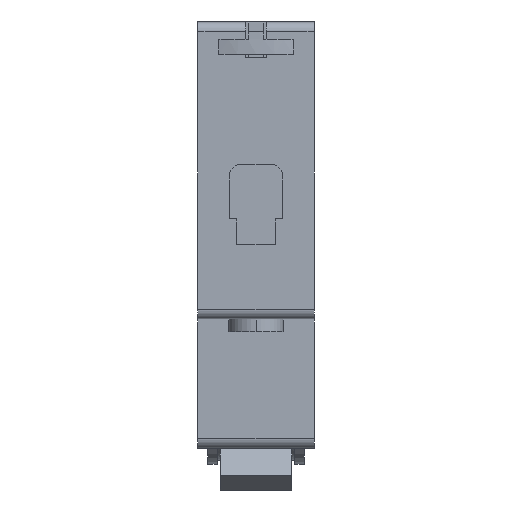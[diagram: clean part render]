
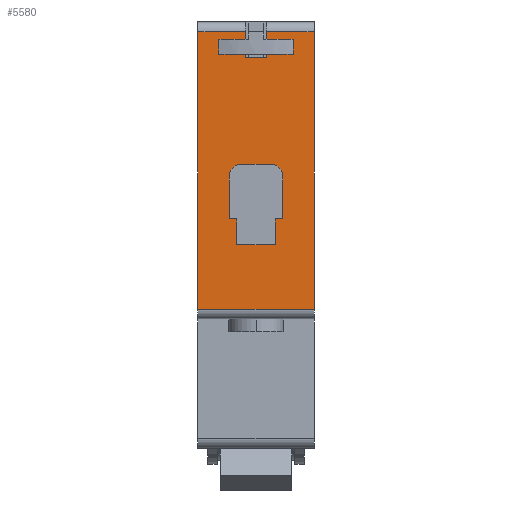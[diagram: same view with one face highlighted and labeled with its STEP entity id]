
A CAD part, front view. The second image highlights one B-rep face of the part: STEP entity #5580.
In plain terms, the highlighted planar face has unit normal (0, -1, 0).
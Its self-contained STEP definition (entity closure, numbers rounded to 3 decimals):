
#55 = VECTOR ( 'NONE', #953, 1000. ) ;
#88 = CARTESIAN_POINT ( 'NONE',  ( -9., -39., -11. ) ) ;
#90 = VERTEX_POINT ( 'NONE', #743 ) ;
#126 = DIRECTION ( 'NONE',  ( 0., 0., -1. ) ) ;
#130 = VECTOR ( 'NONE', #2442, 1000. ) ;
#194 = EDGE_CURVE ( 'NONE', #4658, #1864, #6545, .T. ) ;
#213 = VERTEX_POINT ( 'NONE', #322 ) ;
#276 = VECTOR ( 'NONE', #1007, 1000. ) ;
#315 = VECTOR ( 'NONE', #911, 1000. ) ;
#322 = CARTESIAN_POINT ( 'NONE',  ( 9., -39., -9.5 ) ) ;
#345 = DIRECTION ( 'NONE',  ( -1., 0., 0. ) ) ;
#358 = ORIENTED_EDGE ( 'NONE', *, *, #5429, .T. ) ;
#378 = LINE ( 'NONE', #4413, #6431 ) ;
#486 = ORIENTED_EDGE ( 'NONE', *, *, #4024, .T. ) ;
#500 = VECTOR ( 'NONE', #126, 1000. ) ;
#534 = EDGE_LOOP ( 'NONE', ( #3737, #5128, #4204, #601, #4025, #4712, #7192, #6070 ) ) ;
#576 = EDGE_CURVE ( 'NONE', #1634, #2528, #763, .T. ) ;
#601 = ORIENTED_EDGE ( 'NONE', *, *, #6618, .T. ) ;
#695 = DIRECTION ( 'NONE',  ( 0., 0., -1. ) ) ;
#729 = CARTESIAN_POINT ( 'NONE',  ( 9., -39., -11. ) ) ;
#743 = CARTESIAN_POINT ( 'NONE',  ( 4.175, -39., 4.5 ) ) ;
#751 = EDGE_LOOP ( 'NONE', ( #2153, #3565, #486, #4563, #358, #4948, #1797, #2443, #3350, #6753 ) ) ;
#763 = LINE ( 'NONE', #4962, #5288 ) ;
#911 = DIRECTION ( 'NONE',  ( 0., 0., 1. ) ) ;
#924 = DIRECTION ( 'NONE',  ( 0., 0., -1. ) ) ;
#953 = DIRECTION ( 'NONE',  ( -1., 0., 0. ) ) ;
#968 = AXIS2_PLACEMENT_3D ( 'NONE', #5741, #2212, #6317 ) ;
#1007 = DIRECTION ( 'NONE',  ( 1., 0., 0. ) ) ;
#1044 = CARTESIAN_POINT ( 'NONE',  ( -9., -39., -9.5 ) ) ;
#1132 = EDGE_CURVE ( 'NONE', #3754, #5623, #5912, .T. ) ;
#1176 = DIRECTION ( 'NONE',  ( 0., 1., 0. ) ) ;
#1193 = FACE_BOUND ( 'NONE', #751, .T. ) ;
#1246 = CARTESIAN_POINT ( 'NONE',  ( 9., -39., 33.5 ) ) ;
#1268 = CARTESIAN_POINT ( 'NONE',  ( -2.175, -39., 13. ) ) ;
#1370 = VERTEX_POINT ( 'NONE', #2756 ) ;
#1431 = DIRECTION ( 'NONE',  ( 0., 0., 1. ) ) ;
#1458 = CARTESIAN_POINT ( 'NONE',  ( -1.6, -39., 33.5 ) ) ;
#1469 = CARTESIAN_POINT ( 'NONE',  ( 4.175, -39., 11. ) ) ;
#1498 = DIRECTION ( 'NONE',  ( 0., 0., 1. ) ) ;
#1522 = VECTOR ( 'NONE', #345, 1000. ) ;
#1531 = CARTESIAN_POINT ( 'NONE',  ( 3., -39., 4.5 ) ) ;
#1567 = DIRECTION ( 'NONE',  ( 0., 0., -1. ) ) ;
#1579 = VECTOR ( 'NONE', #5759, 1000. ) ;
#1630 = VERTEX_POINT ( 'NONE', #7195 ) ;
#1634 = VERTEX_POINT ( 'NONE', #6575 ) ;
#1777 = VERTEX_POINT ( 'NONE', #1458 ) ;
#1797 = ORIENTED_EDGE ( 'NONE', *, *, #6164, .T. ) ;
#1864 = VERTEX_POINT ( 'NONE', #6822 ) ;
#1924 = LINE ( 'NONE', #5614, #2124 ) ;
#1973 = EDGE_CURVE ( 'NONE', #1630, #5776, #3258, .T. ) ;
#1988 = CIRCLE ( 'NONE', #968, 2. ) ;
#2124 = VECTOR ( 'NONE', #1498, 1000. ) ;
#2153 = ORIENTED_EDGE ( 'NONE', *, *, #2465, .T. ) ;
#2175 = CARTESIAN_POINT ( 'NONE',  ( -4.175, -39., 11. ) ) ;
#2212 = DIRECTION ( 'NONE',  ( 0., 1., 0. ) ) ;
#2440 = EDGE_CURVE ( 'NONE', #1370, #1777, #6386, .T. ) ;
#2442 = DIRECTION ( 'NONE',  ( 1., 0., 0. ) ) ;
#2443 = ORIENTED_EDGE ( 'NONE', *, *, #3510, .T. ) ;
#2465 = EDGE_CURVE ( 'NONE', #5623, #3483, #4650, .T. ) ;
#2502 = EDGE_CURVE ( 'NONE', #4774, #7116, #6014, .T. ) ;
#2528 = VERTEX_POINT ( 'NONE', #2175 ) ;
#2671 = AXIS2_PLACEMENT_3D ( 'NONE', #4693, #1176, #5287 ) ;
#2756 = CARTESIAN_POINT ( 'NONE',  ( -1.6, -39., 29.5 ) ) ;
#2859 = EDGE_CURVE ( 'NONE', #4658, #213, #3605, .T. ) ;
#2907 = CARTESIAN_POINT ( 'NONE',  ( 3., -39., 0.5 ) ) ;
#2942 = LINE ( 'NONE', #5109, #7440 ) ;
#2990 = PLANE ( 'NONE',  #7398 ) ;
#3258 = LINE ( 'NONE', #1268, #130 ) ;
#3286 = CARTESIAN_POINT ( 'NONE',  ( -3., -39., 4.5 ) ) ;
#3304 = DIRECTION ( 'NONE',  ( -1., 0., 0. ) ) ;
#3350 = ORIENTED_EDGE ( 'NONE', *, *, #4573, .T. ) ;
#3441 = VECTOR ( 'NONE', #3817, 1000. ) ;
#3473 = LINE ( 'NONE', #6264, #6579 ) ;
#3483 = VERTEX_POINT ( 'NONE', #6731 ) ;
#3510 = EDGE_CURVE ( 'NONE', #4492, #90, #378, .T. ) ;
#3565 = ORIENTED_EDGE ( 'NONE', *, *, #7051, .T. ) ;
#3579 = LINE ( 'NONE', #6874, #276 ) ;
#3605 = LINE ( 'NONE', #729, #500 ) ;
#3737 = ORIENTED_EDGE ( 'NONE', *, *, #6976, .F. ) ;
#3754 = VERTEX_POINT ( 'NONE', #6998 ) ;
#3817 = DIRECTION ( 'NONE',  ( -1., 0., 0. ) ) ;
#3879 = CARTESIAN_POINT ( 'NONE',  ( -9., -39., 33.5 ) ) ;
#3927 = DIRECTION ( 'NONE',  ( 0., 0., 1. ) ) ;
#4024 = EDGE_CURVE ( 'NONE', #4928, #1634, #5255, .T. ) ;
#4025 = ORIENTED_EDGE ( 'NONE', *, *, #2502, .T. ) ;
#4204 = ORIENTED_EDGE ( 'NONE', *, *, #2440, .T. ) ;
#4215 = DIRECTION ( 'NONE',  ( 0., -1., 0. ) ) ;
#4413 = CARTESIAN_POINT ( 'NONE',  ( 4.175, -39., 4.5 ) ) ;
#4464 = VECTOR ( 'NONE', #1567, 1000. ) ;
#4492 = VERTEX_POINT ( 'NONE', #1469 ) ;
#4563 = ORIENTED_EDGE ( 'NONE', *, *, #576, .T. ) ;
#4573 = EDGE_CURVE ( 'NONE', #90, #3754, #7056, .T. ) ;
#4650 = LINE ( 'NONE', #5057, #1522 ) ;
#4658 = VERTEX_POINT ( 'NONE', #1246 ) ;
#4693 = CARTESIAN_POINT ( 'NONE',  ( -2.175, -39., 11. ) ) ;
#4712 = ORIENTED_EDGE ( 'NONE', *, *, #6684, .T. ) ;
#4759 = LINE ( 'NONE', #3879, #55 ) ;
#4774 = VERTEX_POINT ( 'NONE', #6062 ) ;
#4928 = VERTEX_POINT ( 'NONE', #3286 ) ;
#4948 = ORIENTED_EDGE ( 'NONE', *, *, #1973, .T. ) ;
#4962 = CARTESIAN_POINT ( 'NONE',  ( -4.175, -39., 4.5 ) ) ;
#5056 = CIRCLE ( 'NONE', #2671, 2. ) ;
#5057 = CARTESIAN_POINT ( 'NONE',  ( -3., -39., 0.5 ) ) ;
#5081 = DIRECTION ( 'NONE',  ( -1., 0., 0. ) ) ;
#5109 = CARTESIAN_POINT ( 'NONE',  ( -3., -39., 0.5 ) ) ;
#5128 = ORIENTED_EDGE ( 'NONE', *, *, #5905, .T. ) ;
#5255 = LINE ( 'NONE', #6892, #1579 ) ;
#5287 = DIRECTION ( 'NONE',  ( 0., 0., 1. ) ) ;
#5288 = VECTOR ( 'NONE', #1431, 1000. ) ;
#5422 = CARTESIAN_POINT ( 'NONE',  ( 3., -39., 0.5 ) ) ;
#5429 = EDGE_CURVE ( 'NONE', #2528, #1630, #5056, .T. ) ;
#5506 = VECTOR ( 'NONE', #5081, 1000. ) ;
#5577 = CARTESIAN_POINT ( 'NONE',  ( 1.6, -39., 29.5 ) ) ;
#5580 = ADVANCED_FACE ( 'NONE', ( #7223, #1193 ), #2990, .T. ) ;
#5614 = CARTESIAN_POINT ( 'NONE',  ( 1.6, -39., 5.663 ) ) ;
#5621 = CARTESIAN_POINT ( 'NONE',  ( -1.6, -39., 5.663 ) ) ;
#5623 = VERTEX_POINT ( 'NONE', #5422 ) ;
#5682 = CARTESIAN_POINT ( 'NONE',  ( -9., -39., -11. ) ) ;
#5734 = VECTOR ( 'NONE', #6426, 1000. ) ;
#5741 = CARTESIAN_POINT ( 'NONE',  ( 2.175, -39., 11. ) ) ;
#5759 = DIRECTION ( 'NONE',  ( -1., 0., 0. ) ) ;
#5776 = VERTEX_POINT ( 'NONE', #6132 ) ;
#5795 = VERTEX_POINT ( 'NONE', #5577 ) ;
#5905 = EDGE_CURVE ( 'NONE', #5795, #1370, #3473, .T. ) ;
#5912 = LINE ( 'NONE', #2907, #5734 ) ;
#6014 = LINE ( 'NONE', #5682, #4464 ) ;
#6062 = CARTESIAN_POINT ( 'NONE',  ( -9., -39., 33.5 ) ) ;
#6070 = ORIENTED_EDGE ( 'NONE', *, *, #194, .T. ) ;
#6132 = CARTESIAN_POINT ( 'NONE',  ( 2.175, -39., 13. ) ) ;
#6164 = EDGE_CURVE ( 'NONE', #5776, #4492, #1988, .T. ) ;
#6264 = CARTESIAN_POINT ( 'NONE',  ( -1.6, -39., 29.5 ) ) ;
#6317 = DIRECTION ( 'NONE',  ( 0., 0., 1. ) ) ;
#6386 = LINE ( 'NONE', #5621, #315 ) ;
#6426 = DIRECTION ( 'NONE',  ( 0., 0., -1. ) ) ;
#6431 = VECTOR ( 'NONE', #924, 1000. ) ;
#6545 = LINE ( 'NONE', #6726, #3441 ) ;
#6575 = CARTESIAN_POINT ( 'NONE',  ( -4.175, -39., 4.5 ) ) ;
#6579 = VECTOR ( 'NONE', #3304, 1000. ) ;
#6618 = EDGE_CURVE ( 'NONE', #1777, #4774, #4759, .T. ) ;
#6684 = EDGE_CURVE ( 'NONE', #7116, #213, #3579, .T. ) ;
#6726 = CARTESIAN_POINT ( 'NONE',  ( -9., -39., 33.5 ) ) ;
#6731 = CARTESIAN_POINT ( 'NONE',  ( -3., -39., 0.5 ) ) ;
#6753 = ORIENTED_EDGE ( 'NONE', *, *, #1132, .T. ) ;
#6822 = CARTESIAN_POINT ( 'NONE',  ( 1.6, -39., 33.5 ) ) ;
#6874 = CARTESIAN_POINT ( 'NONE',  ( -9., -39., -9.5 ) ) ;
#6892 = CARTESIAN_POINT ( 'NONE',  ( -4.175, -39., 4.5 ) ) ;
#6976 = EDGE_CURVE ( 'NONE', #5795, #1864, #1924, .T. ) ;
#6998 = CARTESIAN_POINT ( 'NONE',  ( 3., -39., 4.5 ) ) ;
#7051 = EDGE_CURVE ( 'NONE', #3483, #4928, #2942, .T. ) ;
#7056 = LINE ( 'NONE', #1531, #5506 ) ;
#7116 = VERTEX_POINT ( 'NONE', #1044 ) ;
#7192 = ORIENTED_EDGE ( 'NONE', *, *, #2859, .F. ) ;
#7195 = CARTESIAN_POINT ( 'NONE',  ( -2.175, -39., 13. ) ) ;
#7223 = FACE_OUTER_BOUND ( 'NONE', #534, .T. ) ;
#7398 = AXIS2_PLACEMENT_3D ( 'NONE', #88, #4215, #695 ) ;
#7440 = VECTOR ( 'NONE', #3927, 1000. ) ;
